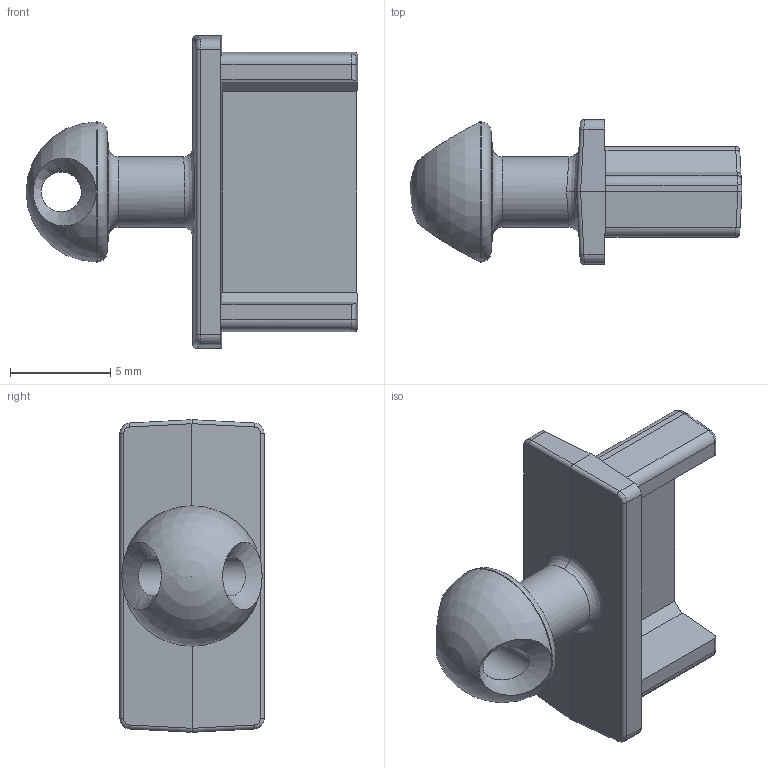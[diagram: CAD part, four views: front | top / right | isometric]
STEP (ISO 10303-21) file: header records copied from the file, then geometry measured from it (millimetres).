
FILE_DESCRIPTION(/* description */ (''),/* implementation_level */ '2;1');
FILE_NAME(/* name */ 'CP30294W HDMI.stp',/* time_stamp */ '2024-06-14T11:48:53+01:00',/* author */ ('tottley'),/* organization */ (''),/* preprocessor_version */ 'ST-DEVELOPER v18.1',/* originating_system */ 'Autodesk Inventor 2022',/* authorisation */ '');
FILE_SCHEMA (('AUTOMOTIVE_DESIGN { 1 0 10303 214 3 1 1 }'));
Length unit declared in the file: millimetre
Products named in the file (1): CP30294 HDMI
Bounding box: 16.56 x 7.2 x 15.6 mm (x, y, z)
Volume: 437.6 mm3; surface area: 708.6 mm2
Topology: 1 solids, 1 shells, 198 faces, 537 edges, 346 vertices
Faces by surface type: plane 116, bspline 48, cylinder 30, torus 2, cone 1, sphere 1
Full cylindrical faces by diameter (mm): 2 x1, 3.5 x1, 7 x1
Entity records: 7443 total; most frequent: CARTESIAN_POINT 2445, ORIENTED_EDGE 1072, DIRECTION 831, EDGE_CURVE 536, LINE 385, VECTOR 385, VERTEX_POINT 346, AXIS2_PLACEMENT_3D 223
